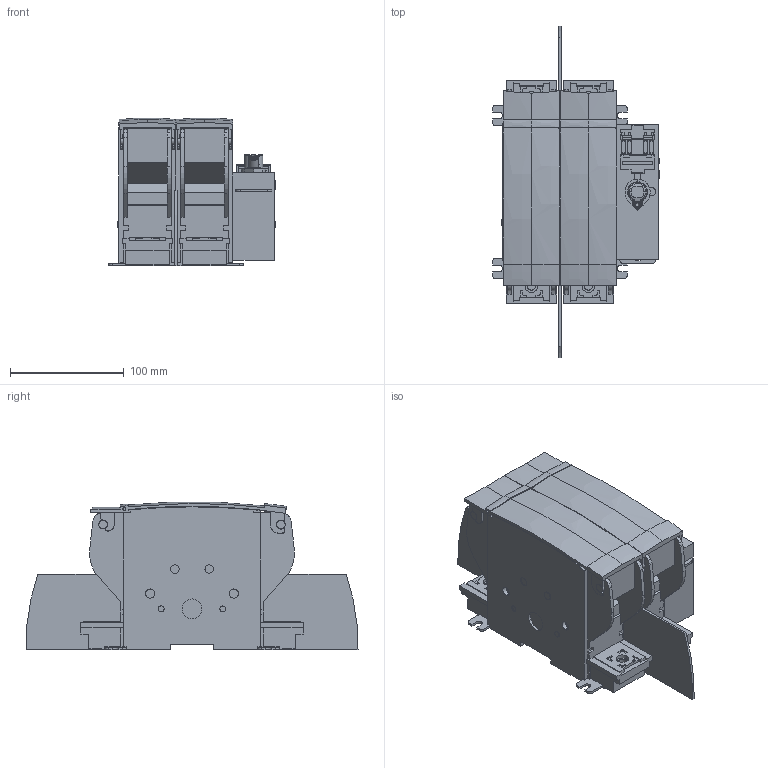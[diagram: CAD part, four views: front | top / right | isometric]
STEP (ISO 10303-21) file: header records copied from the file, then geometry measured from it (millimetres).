
FILE_DESCRIPTION (( 'STEP AP214' ), '1' );
FILE_NAME ('38612020.step', '2016-05-09T12:25:17', ( '' ), ( '' ), 'SwSTEP 2.0', 'SolidWorks 2015', '' );
FILE_SCHEMA (( 'AUTOMOTIVE_DESIGN' ));
Length unit declared in the file: inch
Products named in the file (1): 38612020
Bounding box: 146.2 x 291.23 x 129.77 mm (x, y, z)
Volume: 2117557.8 mm3; surface area: 279944.9 mm2
Topology: 11 solids, 13 shells, 1275 faces, 3491 edges, 2314 vertices
Faces by surface type: plane 874, cylinder 309, bspline 44, cone 28, torus 20
Entity records: 43042 total; most frequent: CARTESIAN_POINT 10714, ORIENTED_EDGE 6982, DIRECTION 6235, EDGE_CURVE 3491, VECTOR 2593, LINE 2593, VERTEX_POINT 2314, AXIS2_PLACEMENT_3D 1821
